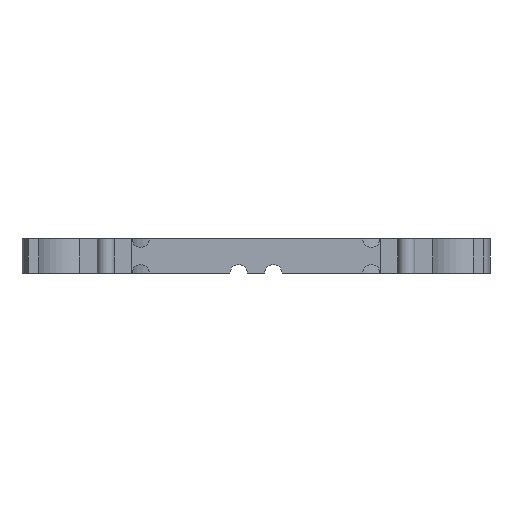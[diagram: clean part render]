
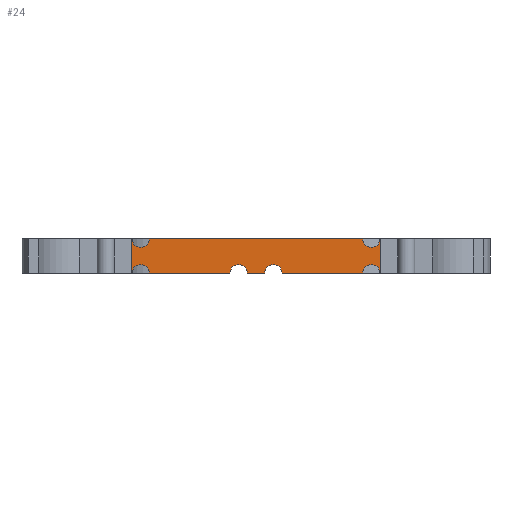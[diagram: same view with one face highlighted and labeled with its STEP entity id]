
A CAD part, left-side view. The second image highlights one B-rep face of the part: STEP entity #24.
In plain terms, the highlighted planar face has unit normal (-1, 0, 0).
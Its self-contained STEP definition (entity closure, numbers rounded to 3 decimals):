
#24=ADVANCED_FACE('',(#168),#2538,.T.);
#168=FACE_OUTER_BOUND('',#312,.T.);
#312=EDGE_LOOP('',(#462,#463,#464,#465,#466,#467,#468,#469,#470,#471,#472,
#473));
#462=ORIENTED_EDGE('',*,*,#1295,.T.);
#463=ORIENTED_EDGE('',*,*,#1270,.T.);
#464=ORIENTED_EDGE('',*,*,#1290,.T.);
#465=ORIENTED_EDGE('',*,*,#1271,.T.);
#466=ORIENTED_EDGE('',*,*,#1282,.T.);
#467=ORIENTED_EDGE('',*,*,#1272,.T.);
#468=ORIENTED_EDGE('',*,*,#1285,.T.);
#469=ORIENTED_EDGE('',*,*,#1269,.F.);
#470=ORIENTED_EDGE('',*,*,#1279,.T.);
#471=ORIENTED_EDGE('',*,*,#1273,.T.);
#472=ORIENTED_EDGE('',*,*,#1275,.T.);
#473=ORIENTED_EDGE('',*,*,#1263,.F.);
#1263=EDGE_CURVE('',#2203,#2204,#1930,.T.);
#1269=EDGE_CURVE('',#2209,#2206,#1933,.T.);
#1270=EDGE_CURVE('',#2210,#2211,#1934,.T.);
#1271=EDGE_CURVE('',#2212,#2213,#1935,.T.);
#1272=EDGE_CURVE('',#2214,#2215,#1936,.T.);
#1273=EDGE_CURVE('',#2216,#2217,#1937,.T.);
#1275=EDGE_CURVE('',#2217,#2204,#1667,.T.);
#1279=EDGE_CURVE('',#2209,#2216,#1669,.T.);
#1282=EDGE_CURVE('',#2213,#2214,#1671,.T.);
#1285=EDGE_CURVE('',#2215,#2206,#1673,.T.);
#1290=EDGE_CURVE('',#2211,#2212,#1675,.T.);
#1295=EDGE_CURVE('',#2203,#2210,#1677,.T.);
#1667=TRIMMED_CURVE($,#1799,(#3596),(#3597),.T.,.CARTESIAN.);
#1669=TRIMMED_CURVE($,#1801,(#3606),(#3607),.T.,.CARTESIAN.);
#1671=TRIMMED_CURVE($,#1803,(#3614),(#3615),.T.,.CARTESIAN.);
#1673=TRIMMED_CURVE($,#1805,(#3622),(#3623),.T.,.CARTESIAN.);
#1675=TRIMMED_CURVE($,#1807,(#3634),(#3635),.T.,.CARTESIAN.);
#1677=TRIMMED_CURVE($,#1809,(#3646),(#3647),.T.,.CARTESIAN.);
#1799=CIRCLE('',#2763,0.5);
#1801=CIRCLE('',#2765,0.5);
#1803=CIRCLE('',#2767,0.5);
#1805=CIRCLE('',#2769,0.5);
#1807=CIRCLE('',#2771,0.5);
#1809=CIRCLE('',#2773,0.5);
#1930=B_SPLINE_CURVE_WITH_KNOTS('',1,(#3570,#3571),.UNSPECIFIED.,.F.,.F.,
(2,2),(0.,4.63),.UNSPECIFIED.);
#1933=B_SPLINE_CURVE_WITH_KNOTS('',1,(#3582,#3583),.UNSPECIFIED.,.F.,.F.,
(2,2),(0.,12.26),.UNSPECIFIED.);
#1934=B_SPLINE_CURVE_WITH_KNOTS('',1,(#3584,#3585),.UNSPECIFIED.,.F.,.F.,
(2,2),(0.,1.),.UNSPECIFIED.);
#1935=B_SPLINE_CURVE_WITH_KNOTS('',1,(#3586,#3587),.UNSPECIFIED.,.F.,.F.,
(2,2),(0.,4.63),.UNSPECIFIED.);
#1936=B_SPLINE_CURVE_WITH_KNOTS('',1,(#3588,#3589),.UNSPECIFIED.,.F.,.F.,
(2,2),(0.,2.),.UNSPECIFIED.);
#1937=B_SPLINE_CURVE_WITH_KNOTS('',1,(#3590,#3591),.UNSPECIFIED.,.F.,.F.,
(2,2),(0.,2.),.UNSPECIFIED.);
#2203=VERTEX_POINT('',#3453);
#2204=VERTEX_POINT('',#3454);
#2206=VERTEX_POINT('',#3456);
#2209=VERTEX_POINT('',#3459);
#2210=VERTEX_POINT('',#3460);
#2211=VERTEX_POINT('',#3461);
#2212=VERTEX_POINT('',#3462);
#2213=VERTEX_POINT('',#3463);
#2214=VERTEX_POINT('',#3464);
#2215=VERTEX_POINT('',#3465);
#2216=VERTEX_POINT('',#3466);
#2217=VERTEX_POINT('',#3467);
#2538=PLANE('',#2704);
#2704=AXIS2_PLACEMENT_3D('',#3394,#2983,$);
#2763=AXIS2_PLACEMENT_3D($,#3595,#3043,#3044);
#2765=AXIS2_PLACEMENT_3D($,#3605,#3047,#3048);
#2767=AXIS2_PLACEMENT_3D($,#3613,#3051,#3052);
#2769=AXIS2_PLACEMENT_3D($,#3621,#3055,#3056);
#2771=AXIS2_PLACEMENT_3D($,#3633,#3059,#3060);
#2773=AXIS2_PLACEMENT_3D($,#3645,#3063,#3064);
#2983=DIRECTION('',(-1.,0.,0.));
#3043=DIRECTION('',(1.,0.,0.));
#3044=DIRECTION('',(0.,1.,0.));
#3047=DIRECTION('',(1.,0.,0.));
#3048=DIRECTION('',(0.,-1.,0.));
#3051=DIRECTION('',(1.,0.,0.));
#3052=DIRECTION('',(0.,1.,0.));
#3055=DIRECTION('',(1.,0.,0.));
#3056=DIRECTION('',(0.,-1.,0.));
#3059=DIRECTION('',(1.,0.,0.));
#3060=DIRECTION('',(0.,1.,0.));
#3063=DIRECTION('',(1.,0.,0.));
#3064=DIRECTION('',(0.,1.,0.));
#3394=CARTESIAN_POINT('',(-4.97,8.568,-0.212));
#3453=CARTESIAN_POINT('',(-4.97,1.5,0.));
#3454=CARTESIAN_POINT('',(-4.97,6.13,0.));
#3456=CARTESIAN_POINT('',(-4.97,-6.13,2.));
#3459=CARTESIAN_POINT('',(-4.97,6.13,2.));
#3460=CARTESIAN_POINT('',(-4.97,0.5,0.));
#3461=CARTESIAN_POINT('',(-4.97,-0.5,0.));
#3462=CARTESIAN_POINT('',(-4.97,-1.5,0.));
#3463=CARTESIAN_POINT('',(-4.97,-6.13,0.));
#3464=CARTESIAN_POINT('',(-4.97,-7.13,0.));
#3465=CARTESIAN_POINT('',(-4.97,-7.13,2.));
#3466=CARTESIAN_POINT('',(-4.97,7.13,2.));
#3467=CARTESIAN_POINT('',(-4.97,7.13,0.));
#3570=CARTESIAN_POINT('',(-4.97,1.5,0.));
#3571=CARTESIAN_POINT('',(-4.97,6.13,0.));
#3582=CARTESIAN_POINT('',(-4.97,6.13,2.));
#3583=CARTESIAN_POINT('',(-4.97,-6.13,2.));
#3584=CARTESIAN_POINT('',(-4.97,0.5,0.));
#3585=CARTESIAN_POINT('',(-4.97,-0.5,0.));
#3586=CARTESIAN_POINT('',(-4.97,-1.5,0.));
#3587=CARTESIAN_POINT('',(-4.97,-6.13,0.));
#3588=CARTESIAN_POINT('',(-4.97,-7.13,0.));
#3589=CARTESIAN_POINT('',(-4.97,-7.13,2.));
#3590=CARTESIAN_POINT('',(-4.97,7.13,2.));
#3591=CARTESIAN_POINT('',(-4.97,7.13,0.));
#3595=CARTESIAN_POINT('',(-4.97,6.63,0.));
#3596=CARTESIAN_POINT('',(-4.97,7.13,0.));
#3597=CARTESIAN_POINT('',(-4.97,6.13,0.));
#3605=CARTESIAN_POINT('',(-4.97,6.63,2.));
#3606=CARTESIAN_POINT('',(-4.97,6.13,2.));
#3607=CARTESIAN_POINT('',(-4.97,7.13,2.));
#3613=CARTESIAN_POINT('',(-4.97,-6.63,0.));
#3614=CARTESIAN_POINT('',(-4.97,-6.13,0.));
#3615=CARTESIAN_POINT('',(-4.97,-7.13,0.));
#3621=CARTESIAN_POINT('',(-4.97,-6.63,2.));
#3622=CARTESIAN_POINT('',(-4.97,-7.13,2.));
#3623=CARTESIAN_POINT('',(-4.97,-6.13,2.));
#3633=CARTESIAN_POINT('',(-4.97,-1.,0.));
#3634=CARTESIAN_POINT('',(-4.97,-0.5,0.));
#3635=CARTESIAN_POINT('',(-4.97,-1.5,0.));
#3645=CARTESIAN_POINT('',(-4.97,1.,0.));
#3646=CARTESIAN_POINT('',(-4.97,1.5,0.));
#3647=CARTESIAN_POINT('',(-4.97,0.5,0.));
